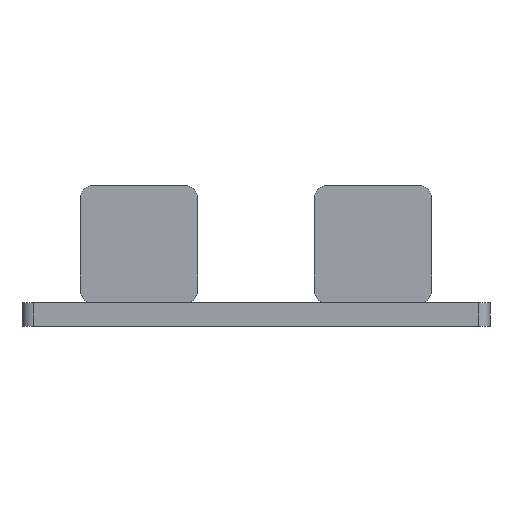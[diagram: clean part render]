
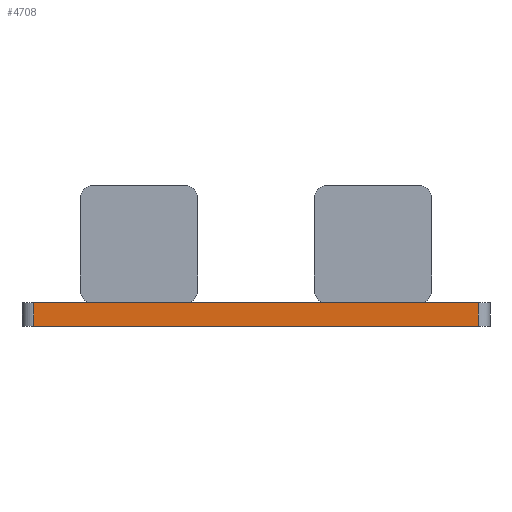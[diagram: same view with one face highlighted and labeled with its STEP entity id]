
A CAD part, front view. The second image highlights one B-rep face of the part: STEP entity #4708.
In plain terms, the highlighted planar face has unit normal (0, -1, 0).
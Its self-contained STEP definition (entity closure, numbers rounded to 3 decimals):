
#3956 = PLANE('',#3957);
#3957 = AXIS2_PLACEMENT_3D('',#3958,#3959,#3960);
#3958 = CARTESIAN_POINT('',(0.,-1000.,-170.));
#3959 = DIRECTION('',(-0.,-0.,-1.));
#3960 = DIRECTION('',(-1.,0.,0.));
#4012 = PLANE('',#4013);
#4013 = AXIS2_PLACEMENT_3D('',#4014,#4015,#4016);
#4014 = CARTESIAN_POINT('',(0.,-1000.,-150.));
#4015 = DIRECTION('',(-0.,-0.,-1.));
#4016 = DIRECTION('',(-1.,0.,0.));
#4107 = VERTEX_POINT('',#4108);
#4108 = CARTESIAN_POINT('',(190.,-1050.,-170.));
#4123 = CYLINDRICAL_SURFACE('',#4124,10.);
#4124 = AXIS2_PLACEMENT_3D('',#4125,#4126,#4127);
#4125 = CARTESIAN_POINT('',(190.,-1040.,-170.));
#4126 = DIRECTION('',(0.,0.,1.));
#4127 = DIRECTION('',(1.,0.,0.));
#4135 = EDGE_CURVE('',#4107,#4136,#4138,.T.);
#4136 = VERTEX_POINT('',#4137);
#4137 = CARTESIAN_POINT('',(-190.,-1050.,-170.));
#4138 = SURFACE_CURVE('',#4139,(#4143,#4150),.PCURVE_S1.);
#4139 = LINE('',#4140,#4141);
#4140 = CARTESIAN_POINT('',(200.,-1050.,-170.));
#4141 = VECTOR('',#4142,1.);
#4142 = DIRECTION('',(-1.,0.,0.));
#4143 = PCURVE('',#3956,#4144);
#4144 = DEFINITIONAL_REPRESENTATION('',(#4145),#4149);
#4145 = LINE('',#4146,#4147);
#4146 = CARTESIAN_POINT('',(-200.,-50.));
#4147 = VECTOR('',#4148,1.);
#4148 = DIRECTION('',(1.,0.));
#4149 = ( GEOMETRIC_REPRESENTATION_CONTEXT(2) 
PARAMETRIC_REPRESENTATION_CONTEXT() REPRESENTATION_CONTEXT('2D SPACE',''
  ) );
#4150 = PCURVE('',#4151,#4156);
#4151 = PLANE('',#4152);
#4152 = AXIS2_PLACEMENT_3D('',#4153,#4154,#4155);
#4153 = CARTESIAN_POINT('',(200.,-1050.,-170.));
#4154 = DIRECTION('',(0.,-1.,0.));
#4155 = DIRECTION('',(-1.,0.,0.));
#4156 = DEFINITIONAL_REPRESENTATION('',(#4157),#4161);
#4157 = LINE('',#4158,#4159);
#4158 = CARTESIAN_POINT('',(0.,-0.));
#4159 = VECTOR('',#4160,1.);
#4160 = DIRECTION('',(1.,0.));
#4161 = ( GEOMETRIC_REPRESENTATION_CONTEXT(2) 
PARAMETRIC_REPRESENTATION_CONTEXT() REPRESENTATION_CONTEXT('2D SPACE',''
  ) );
#4180 = CYLINDRICAL_SURFACE('',#4181,10.);
#4181 = AXIS2_PLACEMENT_3D('',#4182,#4183,#4184);
#4182 = CARTESIAN_POINT('',(-190.,-1040.,-170.));
#4183 = DIRECTION('',(0.,0.,1.));
#4184 = DIRECTION('',(0.,-1.,0.));
#4449 = VERTEX_POINT('',#4450);
#4450 = CARTESIAN_POINT('',(190.,-1050.,-150.));
#4472 = EDGE_CURVE('',#4449,#4473,#4475,.T.);
#4473 = VERTEX_POINT('',#4474);
#4474 = CARTESIAN_POINT('',(-190.,-1050.,-150.));
#4475 = SURFACE_CURVE('',#4476,(#4480,#4487),.PCURVE_S1.);
#4476 = LINE('',#4477,#4478);
#4477 = CARTESIAN_POINT('',(200.,-1050.,-150.));
#4478 = VECTOR('',#4479,1.);
#4479 = DIRECTION('',(-1.,0.,0.));
#4480 = PCURVE('',#4012,#4481);
#4481 = DEFINITIONAL_REPRESENTATION('',(#4482),#4486);
#4482 = LINE('',#4483,#4484);
#4483 = CARTESIAN_POINT('',(-200.,-50.));
#4484 = VECTOR('',#4485,1.);
#4485 = DIRECTION('',(1.,0.));
#4486 = ( GEOMETRIC_REPRESENTATION_CONTEXT(2) 
PARAMETRIC_REPRESENTATION_CONTEXT() REPRESENTATION_CONTEXT('2D SPACE',''
  ) );
#4487 = PCURVE('',#4151,#4488);
#4488 = DEFINITIONAL_REPRESENTATION('',(#4489),#4493);
#4489 = LINE('',#4490,#4491);
#4490 = CARTESIAN_POINT('',(0.,-20.));
#4491 = VECTOR('',#4492,1.);
#4492 = DIRECTION('',(1.,0.));
#4493 = ( GEOMETRIC_REPRESENTATION_CONTEXT(2) 
PARAMETRIC_REPRESENTATION_CONTEXT() REPRESENTATION_CONTEXT('2D SPACE',''
  ) );
#4661 = EDGE_CURVE('',#4136,#4473,#4662,.T.);
#4662 = SURFACE_CURVE('',#4663,(#4667,#4674),.PCURVE_S1.);
#4663 = LINE('',#4664,#4665);
#4664 = CARTESIAN_POINT('',(-190.,-1050.,-170.));
#4665 = VECTOR('',#4666,1.);
#4666 = DIRECTION('',(0.,0.,1.));
#4667 = PCURVE('',#4180,#4668);
#4668 = DEFINITIONAL_REPRESENTATION('',(#4669),#4673);
#4669 = LINE('',#4670,#4671);
#4670 = CARTESIAN_POINT('',(-0.,0.));
#4671 = VECTOR('',#4672,1.);
#4672 = DIRECTION('',(-0.,1.));
#4673 = ( GEOMETRIC_REPRESENTATION_CONTEXT(2) 
PARAMETRIC_REPRESENTATION_CONTEXT() REPRESENTATION_CONTEXT('2D SPACE',''
  ) );
#4674 = PCURVE('',#4151,#4675);
#4675 = DEFINITIONAL_REPRESENTATION('',(#4676),#4680);
#4676 = LINE('',#4677,#4678);
#4677 = CARTESIAN_POINT('',(390.,0.));
#4678 = VECTOR('',#4679,1.);
#4679 = DIRECTION('',(0.,-1.));
#4680 = ( GEOMETRIC_REPRESENTATION_CONTEXT(2) 
PARAMETRIC_REPRESENTATION_CONTEXT() REPRESENTATION_CONTEXT('2D SPACE',''
  ) );
#4686 = EDGE_CURVE('',#4107,#4449,#4687,.T.);
#4687 = SURFACE_CURVE('',#4688,(#4692,#4699),.PCURVE_S1.);
#4688 = LINE('',#4689,#4690);
#4689 = CARTESIAN_POINT('',(190.,-1050.,-170.));
#4690 = VECTOR('',#4691,1.);
#4691 = DIRECTION('',(0.,0.,1.));
#4692 = PCURVE('',#4123,#4693);
#4693 = DEFINITIONAL_REPRESENTATION('',(#4694),#4698);
#4694 = LINE('',#4695,#4696);
#4695 = CARTESIAN_POINT('',(-1.571,0.));
#4696 = VECTOR('',#4697,1.);
#4697 = DIRECTION('',(-0.,1.));
#4698 = ( GEOMETRIC_REPRESENTATION_CONTEXT(2) 
PARAMETRIC_REPRESENTATION_CONTEXT() REPRESENTATION_CONTEXT('2D SPACE',''
  ) );
#4699 = PCURVE('',#4151,#4700);
#4700 = DEFINITIONAL_REPRESENTATION('',(#4701),#4705);
#4701 = LINE('',#4702,#4703);
#4702 = CARTESIAN_POINT('',(10.,0.));
#4703 = VECTOR('',#4704,1.);
#4704 = DIRECTION('',(0.,-1.));
#4705 = ( GEOMETRIC_REPRESENTATION_CONTEXT(2) 
PARAMETRIC_REPRESENTATION_CONTEXT() REPRESENTATION_CONTEXT('2D SPACE',''
  ) );
#4708 = ADVANCED_FACE('',(#4709),#4151,.T.);
#4709 = FACE_BOUND('',#4710,.T.);
#4710 = EDGE_LOOP('',(#4711,#4712,#4713,#4714));
#4711 = ORIENTED_EDGE('',*,*,#4135,.F.);
#4712 = ORIENTED_EDGE('',*,*,#4686,.T.);
#4713 = ORIENTED_EDGE('',*,*,#4472,.T.);
#4714 = ORIENTED_EDGE('',*,*,#4661,.F.);
